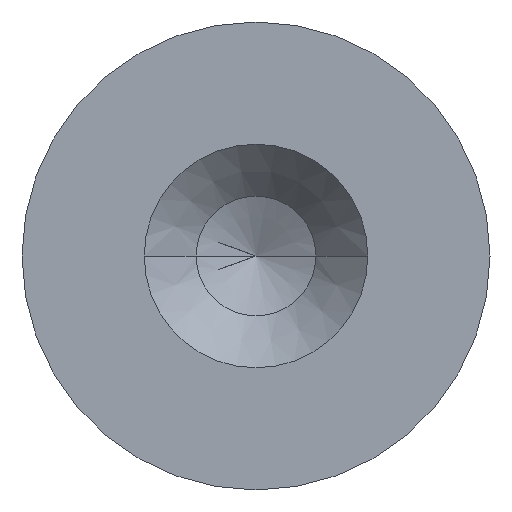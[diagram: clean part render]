
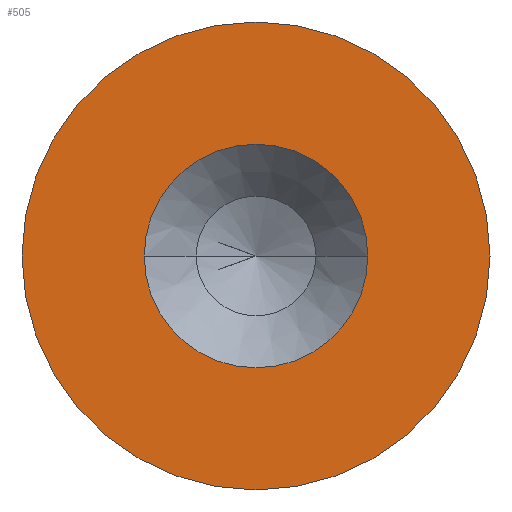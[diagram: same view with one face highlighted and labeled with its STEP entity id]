
A CAD part, front view. The second image highlights one B-rep face of the part: STEP entity #505.
In plain terms, the highlighted planar face has unit normal (0, -1, 0).
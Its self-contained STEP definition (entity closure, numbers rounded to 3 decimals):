
#140=CARTESIAN_POINT('',(-43.259,-0.5,0.));
#141=DIRECTION('',(0.,1.,0.));
#142=DIRECTION('',(-1.,0.,0.));
#143=AXIS2_PLACEMENT_3D('',#140,#141,#142);
#145=CARTESIAN_POINT('',(-43.259,-0.5,0.));
#146=DIRECTION('',(0.,1.,0.));
#147=DIRECTION('',(1.,0.,0.));
#148=AXIS2_PLACEMENT_3D('',#145,#146,#147);
#150=CARTESIAN_POINT('',(-43.259,-0.5,0.));
#151=DIRECTION('',(0.,-1.,0.));
#152=DIRECTION('',(-1.,0.,0.));
#153=AXIS2_PLACEMENT_3D('',#150,#151,#152);
#155=CARTESIAN_POINT('',(-43.259,-0.5,0.));
#156=DIRECTION('',(0.,-1.,0.));
#157=DIRECTION('',(1.,0.,0.));
#158=AXIS2_PLACEMENT_3D('',#155,#156,#157);
#256=CARTESIAN_POINT('',(-41.009,-0.5,0.));
#257=VERTEX_POINT('',#256);
#258=CARTESIAN_POINT('',(-45.509,-0.5,0.));
#259=VERTEX_POINT('',#258);
#260=CARTESIAN_POINT('',(-44.334,-0.5,0.));
#261=CARTESIAN_POINT('',(-42.184,-0.5,0.));
#262=VERTEX_POINT('',#260);
#263=VERTEX_POINT('',#261);
#490=CARTESIAN_POINT('',(-43.259,-0.5,0.));
#491=DIRECTION('',(0.,1.,0.));
#492=DIRECTION('',(1.,0.,0.));
#493=AXIS2_PLACEMENT_3D('',#490,#491,#492);
#494=PLANE('',#493);
#495=ORIENTED_EDGE('',*,*,#483,.T.);
#496=ORIENTED_EDGE('',*,*,#472,.T.);
#497=EDGE_LOOP('',(#495,#496));
#498=FACE_OUTER_BOUND('',#497,.F.);
#500=ORIENTED_EDGE('',*,*,#499,.T.);
#502=ORIENTED_EDGE('',*,*,#501,.T.);
#503=EDGE_LOOP('',(#500,#502));
#504=FACE_BOUND('',#503,.F.);
#144=CIRCLE('',#143,2.25);
#149=CIRCLE('',#148,2.25);
#154=CIRCLE('',#153,1.075);
#159=CIRCLE('',#158,1.075);
#472=EDGE_CURVE('',#257,#259,#149,.T.);
#483=EDGE_CURVE('',#259,#257,#144,.T.);
#499=EDGE_CURVE('',#262,#263,#154,.T.);
#501=EDGE_CURVE('',#263,#262,#159,.T.);
#505=ADVANCED_FACE('',(#498,#504),#494,.F.);
